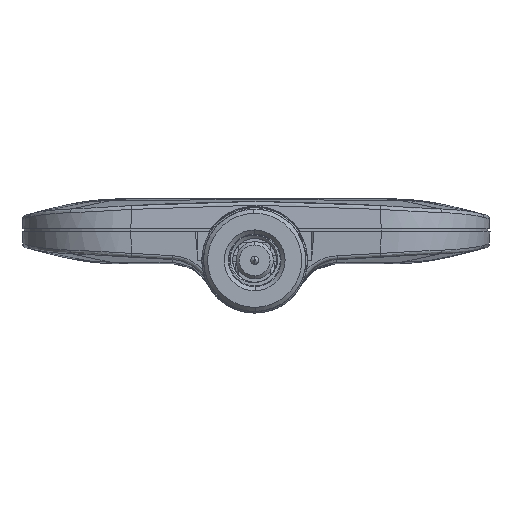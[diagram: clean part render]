
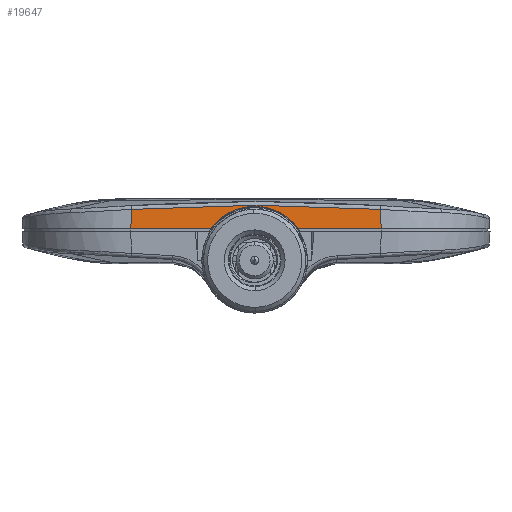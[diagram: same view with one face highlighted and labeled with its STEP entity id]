
A CAD part, front view. The second image highlights one B-rep face of the part: STEP entity #19647.
In plain terms, the highlighted planar face has unit normal (0, -0.999, 0.052).
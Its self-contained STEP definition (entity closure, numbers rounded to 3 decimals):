
#44 = CARTESIAN_POINT ( 'NONE',  ( -10.399, -77.383, 0.8 ) ) ;
#899 = CARTESIAN_POINT ( 'NONE',  ( -41.146, -77.256, 3.211 ) ) ;
#1432 = VECTOR ( 'NONE', #18031, 1000. ) ;
#2061 = VERTEX_POINT ( 'NONE', #25865 ) ;
#2213 = CARTESIAN_POINT ( 'NONE',  ( -28.076, -77.254, 3.256 ) ) ;
#2370 = CARTESIAN_POINT ( 'NONE',  ( -7.312, -77.205, 4.195 ) ) ;
#2398 = CARTESIAN_POINT ( 'NONE',  ( -27.822, -77.25, 3.333 ) ) ;
#2630 = ORIENTED_EDGE ( 'NONE', *, *, #21472, .T. ) ;
#2987 = CARTESIAN_POINT ( 'NONE',  ( -31.409, -77.383, 0.8 ) ) ;
#3136 = VECTOR ( 'NONE', #5943, 1000. ) ;
#3284 = CARTESIAN_POINT ( 'NONE',  ( -22.724, -77.282, 2.725 ) ) ;
#3731 = EDGE_CURVE ( 'NONE', #12728, #21726, #9066, .T. ) ;
#3957 = AXIS2_PLACEMENT_3D ( 'NONE', #2370, #16922, #5042 ) ;
#4166 = CARTESIAN_POINT ( 'NONE',  ( -28.568, -77.264, 3.073 ) ) ;
#4443 = EDGE_CURVE ( 'NONE', #15519, #12329, #15366, .T. ) ;
#4904 = CARTESIAN_POINT ( 'NONE',  ( -20.591, -77.383, 0.8 ) ) ;
#4961 = DIRECTION ( 'NONE',  ( 1., 0., 0. ) ) ;
#5042 = DIRECTION ( 'NONE',  ( 0., -0.052, -0.999 ) ) ;
#5437 = CARTESIAN_POINT ( 'NONE',  ( -23.919, -77.253, 3.271 ) ) ;
#5943 = DIRECTION ( 'NONE',  ( -0.052, 0.052, 0.997 ) ) ;
#7015 = VERTEX_POINT ( 'NONE', #2987 ) ;
#7451 = EDGE_CURVE ( 'NONE', #21726, #8472, #22215, .T. ) ;
#7472 = CARTESIAN_POINT ( 'NONE',  ( -20.591, -77.383, 0.8 ) ) ;
#7696 = EDGE_CURVE ( 'NONE', #2061, #15519, #9411, .T. ) ;
#8450 = CARTESIAN_POINT ( 'NONE',  ( -31.106, -77.36, 1.225 ) ) ;
#8472 = VERTEX_POINT ( 'NONE', #44 ) ;
#8692 = CARTESIAN_POINT ( 'NONE',  ( -41.272, -77.383, 0.8 ) ) ;
#9066 = B_SPLINE_CURVE_WITH_KNOTS ( 'NONE', 3,
 ( #23792, #15608, #11444, #5437, #25635, #3284, #19613, #25806, #17588, #15514, #21770, #7472 ),
 .UNSPECIFIED., .F., .F.,
 ( 4, 2, 2, 2, 2, 4 ),
 ( 0.5, 0.625, 0.75, 0.812, 0.875, 1. ),
 .UNSPECIFIED. ) ;
#9353 = VECTOR ( 'NONE', #23049, 1000. ) ;
#9411 = B_SPLINE_CURVE_WITH_KNOTS ( 'NONE', 3,
 ( #16019, #22240, #25939, #10078 ),
 .UNSPECIFIED., .F., .F.,
 ( 4, 4 ),
 ( 0., 1. ),
 .UNSPECIFIED. ) ;
#9790 = CARTESIAN_POINT ( 'NONE',  ( -7.312, -77.383, 0.8 ) ) ;
#10078 = CARTESIAN_POINT ( 'NONE',  ( -41.146, -77.256, 3.211 ) ) ;
#10203 = CARTESIAN_POINT ( 'NONE',  ( -27.049, -77.24, 3.52 ) ) ;
#10451 = PLANE ( 'NONE',  #3957 ) ;
#10564 = CARTESIAN_POINT ( 'NONE',  ( -28.808, -77.269, 2.967 ) ) ;
#11444 = CARTESIAN_POINT ( 'NONE',  ( -24.953, -77.24, 3.521 ) ) ;
#12235 = LINE ( 'NONE', #9790, #1432 ) ;
#12329 = VERTEX_POINT ( 'NONE', #8692 ) ;
#12476 = CARTESIAN_POINT ( 'NONE',  ( -26., -77.237, 3.583 ) ) ;
#12506 = CARTESIAN_POINT ( 'NONE',  ( -29.946, -77.304, 2.309 ) ) ;
#12722 = ORIENTED_EDGE ( 'NONE', *, *, #3731, .T. ) ;
#12728 = VERTEX_POINT ( 'NONE', #12476 ) ;
#13283 = ORIENTED_EDGE ( 'NONE', *, *, #4443, .T. ) ;
#13638 = EDGE_CURVE ( 'NONE', #7015, #12728, #15391, .T. ) ;
#14231 = VECTOR ( 'NONE', #4961, 1000. ) ;
#14615 = CARTESIAN_POINT ( 'NONE',  ( -31.409, -77.383, 0.8 ) ) ;
#15069 = EDGE_LOOP ( 'NONE', ( #21631, #20634, #22035, #13283, #2630, #24265, #12722 ) ) ;
#15366 = LINE ( 'NONE', #899, #9353 ) ;
#15391 = B_SPLINE_CURVE_WITH_KNOTS ( 'NONE', 3,
 ( #14615, #8450, #24661, #12506, #18366, #10564, #4166, #2213, #2398, #10203, #22540, #20412 ),
 .UNSPECIFIED., .F., .F.,
 ( 4, 2, 2, 2, 2, 4 ),
 ( 0., 0.125, 0.25, 0.312, 0.375, 0.5 ),
 .UNSPECIFIED. ) ;
#15514 = CARTESIAN_POINT ( 'NONE',  ( -21.248, -77.34, 1.612 ) ) ;
#15519 = VERTEX_POINT ( 'NONE', #24763 ) ;
#15608 = CARTESIAN_POINT ( 'NONE',  ( -25.473, -77.237, 3.583 ) ) ;
#16019 = CARTESIAN_POINT ( 'NONE',  ( -10.525, -77.256, 3.211 ) ) ;
#16493 = LINE ( 'NONE', #18087, #3136 ) ;
#16922 = DIRECTION ( 'NONE',  ( 0., -0.999, 0.052 ) ) ;
#17588 = CARTESIAN_POINT ( 'NONE',  ( -21.851, -77.313, 2.134 ) ) ;
#18031 = DIRECTION ( 'NONE',  ( 1., 0., 0. ) ) ;
#18087 = CARTESIAN_POINT ( 'NONE',  ( -10.399, -77.383, 0.8 ) ) ;
#18366 = CARTESIAN_POINT ( 'NONE',  ( -29.51, -77.288, 2.605 ) ) ;
#19216 = CARTESIAN_POINT ( 'NONE',  ( -7.312, -77.383, 0.8 ) ) ;
#19613 = CARTESIAN_POINT ( 'NONE',  ( -22.498, -77.289, 2.591 ) ) ;
#19647 = ADVANCED_FACE ( 'NONE', ( #22518 ), #10451, .T. ) ;
#20412 = CARTESIAN_POINT ( 'NONE',  ( -26., -77.237, 3.583 ) ) ;
#20634 = ORIENTED_EDGE ( 'NONE', *, *, #25325, .T. ) ;
#21472 = EDGE_CURVE ( 'NONE', #12329, #7015, #12235, .T. ) ;
#21631 = ORIENTED_EDGE ( 'NONE', *, *, #7451, .T. ) ;
#21726 = VERTEX_POINT ( 'NONE', #4904 ) ;
#21770 = CARTESIAN_POINT ( 'NONE',  ( -20.894, -77.36, 1.225 ) ) ;
#22035 = ORIENTED_EDGE ( 'NONE', *, *, #7696, .T. ) ;
#22215 = LINE ( 'NONE', #19216, #14231 ) ;
#22240 = CARTESIAN_POINT ( 'NONE',  ( -20.732, -77.221, 3.888 ) ) ;
#22518 = FACE_OUTER_BOUND ( 'NONE', #15069, .T. ) ;
#22540 = CARTESIAN_POINT ( 'NONE',  ( -26.527, -77.237, 3.583 ) ) ;
#23049 = DIRECTION ( 'NONE',  ( -0.052, -0.052, -0.997 ) ) ;
#23792 = CARTESIAN_POINT ( 'NONE',  ( -26., -77.237, 3.583 ) ) ;
#24265 = ORIENTED_EDGE ( 'NONE', *, *, #13638, .T. ) ;
#24661 = CARTESIAN_POINT ( 'NONE',  ( -30.754, -77.34, 1.611 ) ) ;
#24763 = CARTESIAN_POINT ( 'NONE',  ( -41.146, -77.256, 3.211 ) ) ;
#25325 = EDGE_CURVE ( 'NONE', #8472, #2061, #16493, .T. ) ;
#25635 = CARTESIAN_POINT ( 'NONE',  ( -23.425, -77.263, 3.087 ) ) ;
#25806 = CARTESIAN_POINT ( 'NONE',  ( -22.062, -77.304, 2.296 ) ) ;
#25865 = CARTESIAN_POINT ( 'NONE',  ( -10.525, -77.256, 3.211 ) ) ;
#25939 = CARTESIAN_POINT ( 'NONE',  ( -30.939, -77.221, 3.888 ) ) ;
